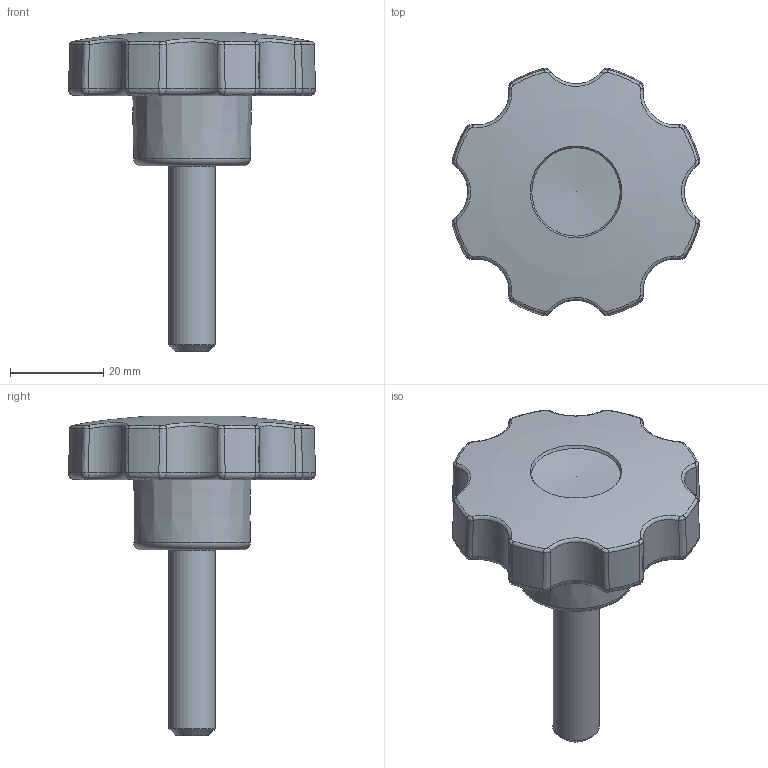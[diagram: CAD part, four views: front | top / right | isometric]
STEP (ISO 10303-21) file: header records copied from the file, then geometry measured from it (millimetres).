
FILE_DESCRIPTION( ( 'Unknown' ), '1' );
FILE_NAME( '6302185_VPA55_M10x40.stp', 'Unknown', ( 'Unknown' ), ( 'Unknown' ), 'PSStep 11.0', 'Unknown', ' ' );
FILE_SCHEMA( ( 'AUTOMOTIVE_DESIGN { 1 0 10303 214 1 1 1 1 }' ) );
Length unit declared in the file: millimetre
Products named in the file (1): 6302185
Bounding box: 53.12 x 53.12 x 68.67 mm (x, y, z)
Volume: 28679.8 mm3; surface area: 11207.3 mm2
Topology: 1 solids, 2 shells, 231 faces, 569 edges, 325 vertices
Faces by surface type: torus 72, bspline 56, plane 43, cylinder 30, sphere 18, cone 12
Full cylindrical faces by diameter (mm): 10 x2
Entity records: 14184 total; most frequent: CARTESIAN_POINT 7282, DIRECTION 1092, ORIENTED_EDGE 1074, EDGE_CURVE 537, AXIS2_PLACEMENT_3D 509, CIRCLE 333, VERTEX_POINT 319, EDGE_LOOP 242
